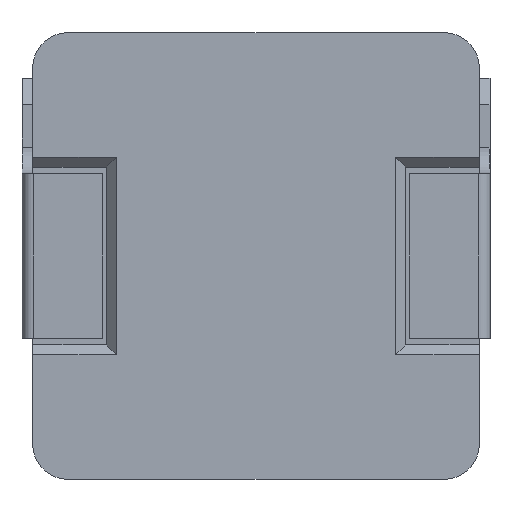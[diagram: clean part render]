
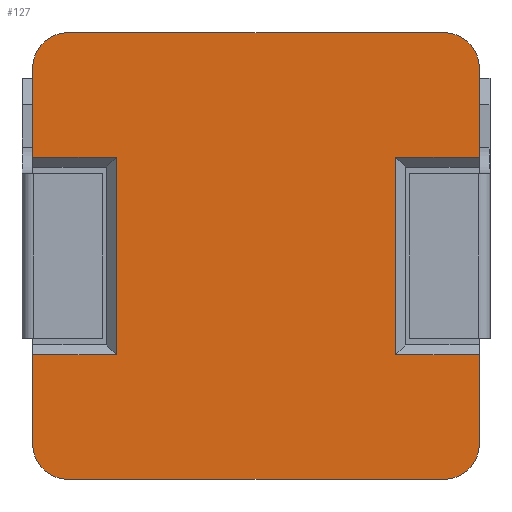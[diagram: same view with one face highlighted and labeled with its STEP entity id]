
A CAD part, front view. The second image highlights one B-rep face of the part: STEP entity #127.
In plain terms, the highlighted planar face has unit normal (0, -1, 0).
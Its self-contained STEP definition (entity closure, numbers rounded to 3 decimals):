
#127=ADVANCED_FACE('NONE',(#310),#311,.F.);
#310=FACE_OUTER_BOUND('',#546,.T.);
#311=PLANE('',#547);
#546=EDGE_LOOP('',(#927,#928,#929,#930,#931,#932,#933,#934,#935,#936,#937,#938,#939,#940,#941,#942));
#547=AXIS2_PLACEMENT_3D('',#943,#944,#945);
#927=ORIENTED_EDGE('',*,*,#1484,.F.);
#928=ORIENTED_EDGE('',*,*,#1579,.T.);
#929=ORIENTED_EDGE('',*,*,#1580,.T.);
#930=ORIENTED_EDGE('',*,*,#1581,.T.);
#931=ORIENTED_EDGE('',*,*,#1536,.F.);
#932=ORIENTED_EDGE('',*,*,#1525,.F.);
#933=ORIENTED_EDGE('',*,*,#1565,.F.);
#934=ORIENTED_EDGE('',*,*,#1562,.F.);
#935=ORIENTED_EDGE('',*,*,#1559,.F.);
#936=ORIENTED_EDGE('',*,*,#1582,.T.);
#937=ORIENTED_EDGE('',*,*,#1583,.T.);
#938=ORIENTED_EDGE('',*,*,#1584,.T.);
#939=ORIENTED_EDGE('',*,*,#1496,.F.);
#940=ORIENTED_EDGE('',*,*,#1547,.F.);
#941=ORIENTED_EDGE('',*,*,#1543,.F.);
#942=ORIENTED_EDGE('',*,*,#1539,.F.);
#943=CARTESIAN_POINT('',(9.901,2.428,7.655));
#944=DIRECTION('',(-0.0,1.0,0.0));
#945=DIRECTION('',(1.0,0.0,0.0));
#1484=EDGE_CURVE('NONE',#1772,#1774,#1775,.T.);
#1496=EDGE_CURVE('NONE',#1795,#1797,#1798,.T.);
#1525=EDGE_CURVE('NONE',#1850,#1851,#1852,.T.);
#1536=EDGE_CURVE('NONE',#1851,#1869,#1870,.T.);
#1539=EDGE_CURVE('NONE',#1774,#1873,#1874,.T.);
#1543=EDGE_CURVE('NONE',#1873,#1879,#1880,.T.);
#1547=EDGE_CURVE('NONE',#1879,#1795,#1885,.T.);
#1559=EDGE_CURVE('NONE',#1904,#1906,#1907,.T.);
#1562=EDGE_CURVE('NONE',#1906,#1910,#1911,.T.);
#1565=EDGE_CURVE('NONE',#1910,#1850,#1914,.T.);
#1579=EDGE_CURVE('NONE',#1772,#1938,#1939,.T.);
#1580=EDGE_CURVE('NONE',#1938,#1940,#1941,.T.);
#1581=EDGE_CURVE('NONE',#1940,#1869,#1942,.T.);
#1582=EDGE_CURVE('NONE',#1904,#1943,#1944,.T.);
#1583=EDGE_CURVE('NONE',#1943,#1945,#1946,.T.);
#1584=EDGE_CURVE('NONE',#1945,#1797,#1947,.T.);
#1772=VERTEX_POINT('NONE',#2192);
#1774=VERTEX_POINT('NONE',#2195);
#1775=LINE('',#2196,#2197);
#1795=VERTEX_POINT('NONE',#2236);
#1797=VERTEX_POINT('NONE',#2239);
#1798=LINE('',#2240,#2241);
#1850=VERTEX_POINT('NONE',#2314);
#1851=VERTEX_POINT('NONE',#2315);
#1852=CIRCLE('',#2316,1.006);
#1869=VERTEX_POINT('NONE',#2341);
#1870=LINE('',#2342,#2343);
#1873=VERTEX_POINT('NONE',#2347);
#1874=CIRCLE('',#2348,1.006);
#1879=VERTEX_POINT('NONE',#2354);
#1880=LINE('',#2355,#2356);
#1885=CIRCLE('',#2363,1.006);
#1904=VERTEX_POINT('NONE',#2389);
#1906=VERTEX_POINT('NONE',#2392);
#1907=LINE('',#2393,#2394);
#1910=VERTEX_POINT('NONE',#2398);
#1911=CIRCLE('',#2399,1.006);
#1914=LINE('',#2403,#2404);
#1938=VERTEX_POINT('NONE',#2451);
#1939=LINE('',#2452,#2453);
#1940=VERTEX_POINT('NONE',#2454);
#1941=LINE('',#2455,#2456);
#1942=LINE('',#2457,#2458);
#1943=VERTEX_POINT('NONE',#2459);
#1944=LINE('',#2460,#2461);
#1945=VERTEX_POINT('NONE',#2462);
#1946=LINE('',#2463,#2464);
#1947=LINE('',#2465,#2466);
#2192=CARTESIAN_POINT('',(10.907,2.428,-0.537));
#2195=CARTESIAN_POINT('',(10.907,2.428,-3.089));
#2196=CARTESIAN_POINT('',(10.907,2.428,7.655));
#2197=VECTOR('',#2812,1000.0);
#2236=CARTESIAN_POINT('',(-1.849,2.428,-3.089));
#2239=CARTESIAN_POINT('',(-1.849,2.428,-0.537));
#2240=CARTESIAN_POINT('',(-1.849,2.428,7.655));
#2241=VECTOR('',#2821,1000.0);
#2314=CARTESIAN_POINT('',(9.901,2.428,8.661));
#2315=CARTESIAN_POINT('',(10.907,2.428,7.655));
#2316=AXIS2_PLACEMENT_3D('',#2855,#2856,#2857);
#2341=CARTESIAN_POINT('',(10.907,2.428,5.102));
#2342=CARTESIAN_POINT('',(10.907,2.428,7.655));
#2343=VECTOR('',#2869,1000.0);
#2347=CARTESIAN_POINT('',(9.901,2.428,-4.095));
#2348=AXIS2_PLACEMENT_3D('',#2871,#2872,#2873);
#2354=CARTESIAN_POINT('',(-0.843,2.428,-4.095));
#2355=CARTESIAN_POINT('',(-0.843,2.428,-4.095));
#2356=VECTOR('',#2878,1000.0);
#2363=AXIS2_PLACEMENT_3D('',#2881,#2882,#2883);
#2389=CARTESIAN_POINT('',(-1.849,2.428,5.102));
#2392=CARTESIAN_POINT('',(-1.849,2.428,7.655));
#2393=CARTESIAN_POINT('',(-1.849,2.428,7.655));
#2394=VECTOR('',#2898,1000.0);
#2398=CARTESIAN_POINT('',(-0.843,2.428,8.661));
#2399=AXIS2_PLACEMENT_3D('',#2900,#2901,#2902);
#2403=CARTESIAN_POINT('',(-0.843,2.428,8.661));
#2404=VECTOR('',#2904,1000.0);
#2451=CARTESIAN_POINT('',(8.52,2.428,-0.537));
#2452=CARTESIAN_POINT('',(9.901,2.428,-0.537));
#2453=VECTOR('',#2922,1000.0);
#2454=CARTESIAN_POINT('',(8.52,2.428,5.102));
#2455=CARTESIAN_POINT('',(8.52,2.428,7.655));
#2456=VECTOR('',#2923,1000.0);
#2457=CARTESIAN_POINT('',(9.901,2.428,5.102));
#2458=VECTOR('',#2924,1000.0);
#2459=CARTESIAN_POINT('',(0.539,2.428,5.102));
#2460=CARTESIAN_POINT('',(9.901,2.428,5.102));
#2461=VECTOR('',#2925,1000.0);
#2462=CARTESIAN_POINT('',(0.539,2.428,-0.537));
#2463=CARTESIAN_POINT('',(0.539,2.428,7.655));
#2464=VECTOR('',#2926,1000.0);
#2465=CARTESIAN_POINT('',(9.901,2.428,-0.537));
#2466=VECTOR('',#2927,1000.0);
#2812=DIRECTION('',(0.,0.0,-1.0));
#2821=DIRECTION('',(-0.0,-0.0,1.0));
#2855=CARTESIAN_POINT('',(9.901,2.428,7.655));
#2856=DIRECTION('',(0.0,1.0,0.0));
#2857=DIRECTION('',(0.0,0.0,1.0));
#2869=DIRECTION('',(0.,0.0,-1.0));
#2871=CARTESIAN_POINT('',(9.901,2.428,-3.089));
#2872=DIRECTION('',(0.0,1.0,0.0));
#2873=DIRECTION('',(0.0,0.0,-1.0));
#2878=DIRECTION('',(-1.0,-0.0,0.));
#2881=CARTESIAN_POINT('',(-0.843,2.428,-3.089));
#2882=DIRECTION('',(0.0,1.0,0.0));
#2883=DIRECTION('',(0.0,0.0,-1.0));
#2898=DIRECTION('',(-0.0,-0.0,1.0));
#2900=CARTESIAN_POINT('',(-0.843,2.428,7.655));
#2901=DIRECTION('',(0.0,1.0,0.0));
#2902=DIRECTION('',(0.0,0.0,-1.0));
#2904=DIRECTION('',(1.0,0.0,0.0));
#2922=DIRECTION('',(-1.0,0.0,0.));
#2923=DIRECTION('',(0.0,0.0,1.0));
#2924=DIRECTION('',(1.0,0.0,0.));
#2925=DIRECTION('',(1.0,0.0,0.));
#2926=DIRECTION('',(0.,0.0,-1.0));
#2927=DIRECTION('',(-1.0,0.0,0.0));
